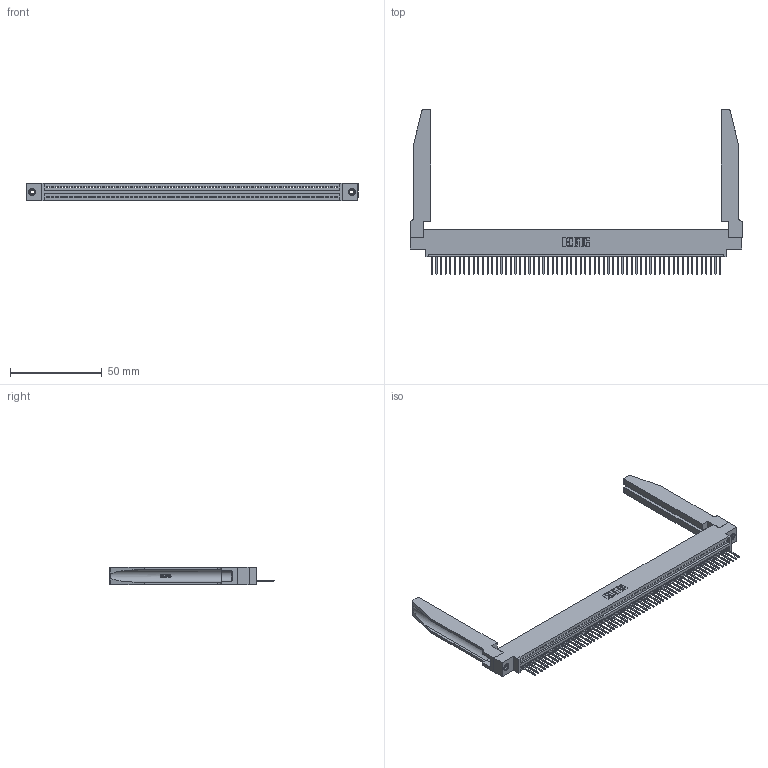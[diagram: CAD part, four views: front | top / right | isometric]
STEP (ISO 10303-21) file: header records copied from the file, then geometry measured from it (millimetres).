
FILE_DESCRIPTION (( 'STEP AP203' ), '1' );
FILE_NAME ('395-063-523-678.STEP', '2019-10-24T21:21:17', ( '' ), ( '' ), 'SwSTEP 2.0', 'SolidWorks 2016', '' );
FILE_SCHEMA (( 'CONFIG_CONTROL_DESIGN' ));
Length unit declared in the file: inch
Products named in the file (5): 345-250-001_345-250-001-102; 345 Part_0.170 Offset - 0.156 Dia-TH; 395-063-523-678; 345-292-001_345-293-123; 345-220-078_345-220-078
Assembly tree (68 placements, depth 2):
  395-063-523-678
    345 Part_0.170 Offset - 0.156 Dia-TH
    345-292-001_345-293-123  x63
    345-250-001_345-250-001-102  x2
    345-220-078_345-220-078  x2
Bounding box: 181.25 x 90.09 x 9.4 mm (x, y, z)
Volume: 25020.5 mm3; surface area: 30249.9 mm2
Topology: 68 solids, 68 shells, 4018 faces, 12049 edges, 7938 vertices
Faces by surface type: plane 2746, cylinder 1220, bspline 36, cone 12, torus 4
Entity records: 49478 total; most frequent: CARTESIAN_POINT 9468, ORIENTED_EDGE 8362, DIRECTION 7245, EDGE_CURVE 4181, VECTOR 3703, LINE 3703, VERTEX_POINT 2780, AXIS2_PLACEMENT_3D 1771
